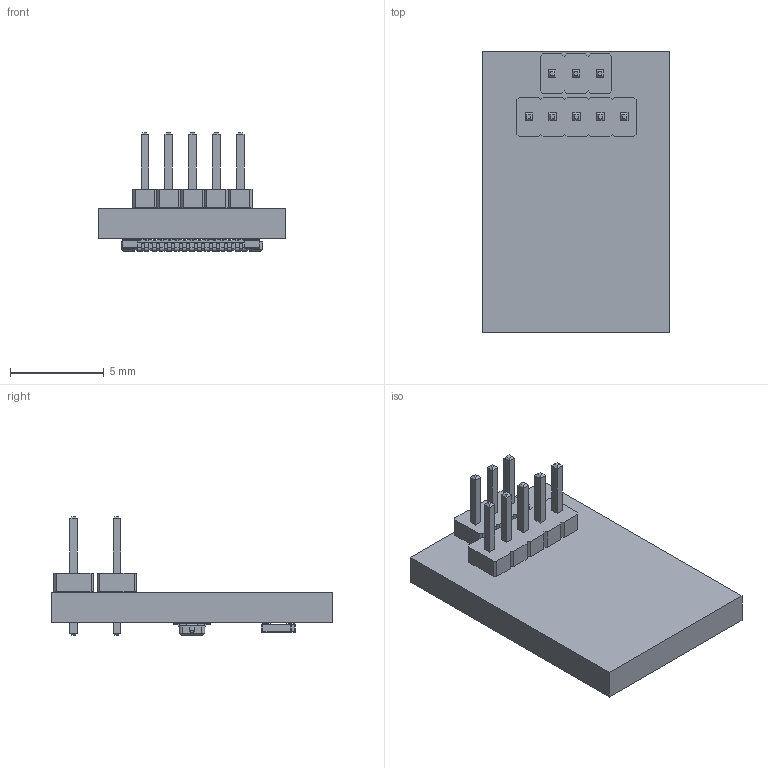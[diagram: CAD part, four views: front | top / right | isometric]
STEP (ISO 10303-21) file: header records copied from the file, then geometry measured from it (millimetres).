
FILE_DESCRIPTION(('KiCad electronic assembly'),'2;1');
FILE_NAME('Sensor Board.step','2024-12-27T17:36:42',('Pcbnew'),('Kicad') ,'Open CASCADE STEP processor 7.6','KiCad to STEP converter','Unknown' );
FILE_SCHEMA(('AUTOMOTIVE_DESIGN { 1 0 10303 214 1 1 1 1 }'));
Length unit declared in the file: millimetre
Products named in the file (10): Sensor Board 1; PinHeader_1x05_P1.27mm_Vertical; PinHeader_1x05_P127mm_Vertical; PinHeader_1x03_P1.27mm_Vertical; PinHeader_1x03_P127mm_Vertical; R_0603_1608Metric; TE c-3-2363962-0-a-3d; C-3-2363962-0; _autosave-Sensor Board_PCB
Assembly tree (10 placements, depth 3):
  Sensor Board 1
    PinHeader_1x05_P1.27mm_Vertical
      PinHeader_1x05_P127mm_Vertical
    PinHeader_1x03_P1.27mm_Vertical
      PinHeader_1x03_P127mm_Vertical
    R_0603_1608Metric  x2
      R_0603_1608Metric
    TE c-3-2363962-0-a-3d
      C-3-2363962-0
    _autosave-Sensor Board_PCB
Bounding box: 10 x 15 x 6.3 mm (x, y, z)
Volume: 268.7 mm3; surface area: 590.3 mm2
Topology: 6 solids, 6 shells, 1096 faces, 3114 edges, 2046 vertices
Faces by surface type: plane 844, cylinder 242, bspline 6, torus 4
Full cylindrical faces by diameter (mm): 0.65 x8
Entity records: 36413 total; most frequent: CARTESIAN_POINT 6389, ORIENTED_EDGE 6092, DIRECTION 5648, EDGE_CURVE 3046, LINE 2554, VECTOR 2554, VERTEX_POINT 2002, AXIS2_PLACEMENT_3D 1547
